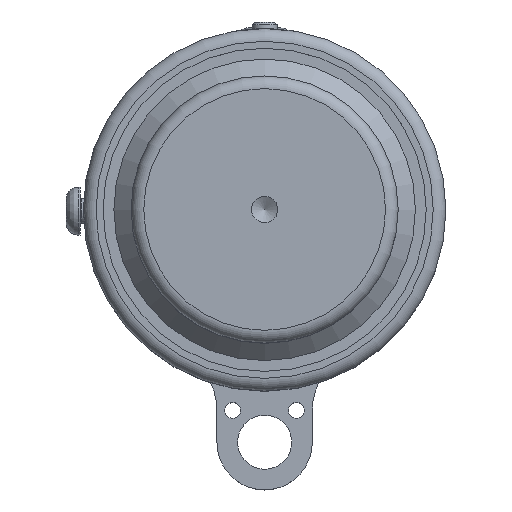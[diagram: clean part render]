
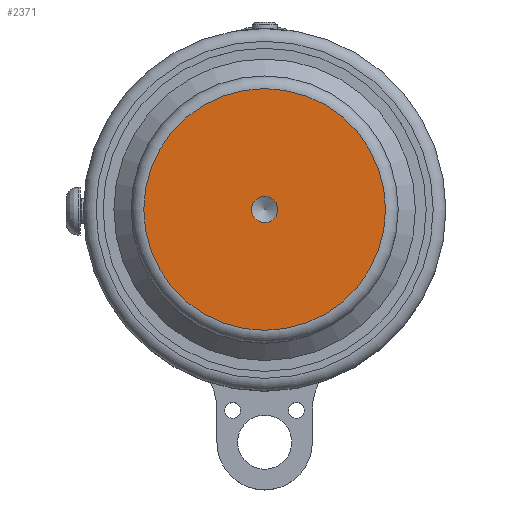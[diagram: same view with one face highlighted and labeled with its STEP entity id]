
A CAD part, top view. The second image highlights one B-rep face of the part: STEP entity #2371.
In plain terms, the highlighted planar face has unit normal (0, 0, 1).
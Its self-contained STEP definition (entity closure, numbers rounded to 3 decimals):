
#39=FACE_BOUND('',#593,.T.);
#74=PLANE('',#2552);
#460=FACE_OUTER_BOUND('',#592,.T.);
#592=EDGE_LOOP('',(#1586,#1587));
#593=EDGE_LOOP('',(#1588,#1589));
#794=CIRCLE('',#2536,2.067);
#795=CIRCLE('',#2537,2.067);
#803=CIRCLE('',#2549,19.);
#804=CIRCLE('',#2550,19.);
#965=VERTEX_POINT('',#3607);
#966=VERTEX_POINT('',#3608);
#974=VERTEX_POINT('',#3632);
#975=VERTEX_POINT('',#3633);
#1208=EDGE_CURVE('',#965,#966,#794,.T.);
#1209=EDGE_CURVE('',#966,#965,#795,.T.);
#1220=EDGE_CURVE('',#974,#975,#803,.T.);
#1221=EDGE_CURVE('',#975,#974,#804,.T.);
#1586=ORIENTED_EDGE('',*,*,#1220,.T.);
#1587=ORIENTED_EDGE('',*,*,#1221,.T.);
#1588=ORIENTED_EDGE('',*,*,#1208,.T.);
#1589=ORIENTED_EDGE('',*,*,#1209,.T.);
#2371=ADVANCED_FACE('',(#460,#39),#74,.T.);
#2536=AXIS2_PLACEMENT_3D('',#3609,#2862,#2863);
#2537=AXIS2_PLACEMENT_3D('',#3610,#2864,#2865);
#2549=AXIS2_PLACEMENT_3D('',#3634,#2891,#2892);
#2550=AXIS2_PLACEMENT_3D('',#3635,#2893,#2894);
#2552=AXIS2_PLACEMENT_3D('',#3637,#2897,#2898);
#2862=DIRECTION('center_axis',(0.,0.,
-1.));
#2863=DIRECTION('ref_axis',(1.,0.,0.));
#2864=DIRECTION('center_axis',(0.,0.,
-1.));
#2865=DIRECTION('ref_axis',(1.,0.,0.));
#2891=DIRECTION('center_axis',(0.,0.,
1.));
#2892=DIRECTION('ref_axis',(-1.,0.,0.));
#2893=DIRECTION('center_axis',(0.,0.,
1.));
#2894=DIRECTION('ref_axis',(-1.,0.,0.));
#2897=DIRECTION('center_axis',(0.,0.,
1.));
#2898=DIRECTION('ref_axis',(1.,0.,0.));
#3607=CARTESIAN_POINT('',(2.067,0.,99.125));
#3608=CARTESIAN_POINT('',(-2.067,0.,99.125));
#3609=CARTESIAN_POINT('Origin',(0.,0.,
99.125));
#3610=CARTESIAN_POINT('Origin',(0.,0.,
99.125));
#3632=CARTESIAN_POINT('',(0.,19.,99.125));
#3633=CARTESIAN_POINT('',(-19.,0.,99.125));
#3634=CARTESIAN_POINT('Origin',(0.,0.,
99.125));
#3635=CARTESIAN_POINT('Origin',(0.,0.,
99.125));
#3637=CARTESIAN_POINT('Origin',(0.,0.,
99.125));
